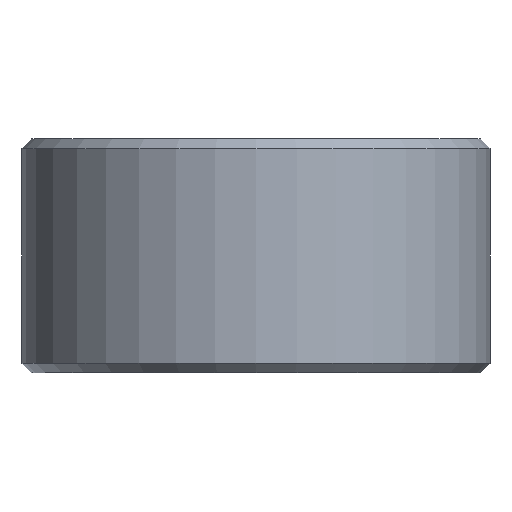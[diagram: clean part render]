
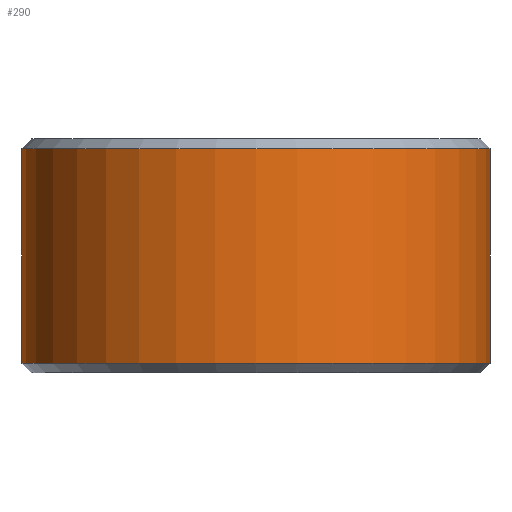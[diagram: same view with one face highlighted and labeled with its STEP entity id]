
A CAD part, front view. The second image highlights one B-rep face of the part: STEP entity #290.
In plain terms, the highlighted cylindrical face has radius 9.525 mm (diameter 19.05 mm), a full revolution.
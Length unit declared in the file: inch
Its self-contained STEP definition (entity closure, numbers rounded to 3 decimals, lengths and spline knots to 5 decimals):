
#73=CIRCLE($,#319,0.375);
#74=CIRCLE($,#320,0.375);
#86=FACE_BOUND($,#125,.T.);
#87=FACE_BOUND($,#126,.T.);
#100=FACE_OUTER_BOUND($,#124,.T.);
#124=EDGE_LOOP($,(#224));
#125=EDGE_LOOP($,(#225));
#126=EDGE_LOOP($,(#226,#227));
#155=B_SPLINE_CURVE_WITH_KNOTS($,3,(#443,#444,#445,#446,#447,#448,#449,
#450,#451,#452,#453,#454,#455,#456,#457,#458,#459,#460),.UNSPECIFIED.,.F.,
 .F.,(4,2,2,2,2,2,2,2,4),(0.37695,0.47118,0.56541,
0.65966,0.75391,0.84815,0.9424,
1.03663,1.13086),.UNSPECIFIED.);
#156=B_SPLINE_CURVE_WITH_KNOTS($,3,(#461,#462,#463,#464,#465,#466,#467,
#468,#469,#470,#471,#472,#473,#474,#475,#476,#477,#478,#479),
 .UNSPECIFIED.,.F.,.F.,(4,2,2,2,3,2,2,2,4),(1.13086,1.22509,
1.31932,1.41356,1.50781,1.60206,1.6963,
1.79053,1.88476),.UNSPECIFIED.);
#158=VERTEX_POINT($,#441);
#159=VERTEX_POINT($,#442);
#163=VERTEX_POINT($,#521);
#164=VERTEX_POINT($,#523);
#185=EDGE_CURVE($,#158,#159,#155,.T.);
#186=EDGE_CURVE($,#159,#158,#156,.T.);
#190=EDGE_CURVE($,#163,#163,#73,.T.);
#191=EDGE_CURVE($,#164,#164,#74,.T.);
#224=ORIENTED_EDGE($,*,*,#190,.F.);
#225=ORIENTED_EDGE($,*,*,#191,.F.);
#226=ORIENTED_EDGE($,*,*,#185,.T.);
#227=ORIENTED_EDGE($,*,*,#186,.T.);
#286=CYLINDRICAL_SURFACE($,#318,0.375);
#290=ADVANCED_FACE($,(#100,#86,#87),#286,.T.);
#318=AXIS2_PLACEMENT_3D($,#520,#361,#362);
#319=AXIS2_PLACEMENT_3D($,#522,#363,#364);
#320=AXIS2_PLACEMENT_3D($,#524,#365,#366);
#361=DIRECTION('center_axis',(0.,0.,-1.));
#362=DIRECTION('ref_axis',(-1.,0.,0.));
#363=DIRECTION('center_axis',(0.,0.,-1.));
#364=DIRECTION('ref_axis',(-1.,0.,0.));
#365=DIRECTION('center_axis',(0.,0.,1.));
#366=DIRECTION('ref_axis',(-1.,0.,0.));
#441=CARTESIAN_POINT('',(0.,0.375,-0.0895));
#442=CARTESIAN_POINT('',(0.,0.375,-0.2855));
#443=CARTESIAN_POINT('Ctrl Pts',(0.,0.375,-0.0895));
#444=CARTESIAN_POINT('Ctrl Pts',(-0.01237,0.375,-0.0895));
#445=CARTESIAN_POINT('Ctrl Pts',(-0.02552,0.37433,-0.09198));
#446=CARTESIAN_POINT('Ctrl Pts',(-0.04965,0.3719,
-0.102));
#447=CARTESIAN_POINT('Ctrl Pts',(-0.06063,0.37017,-0.10954));
#448=CARTESIAN_POINT('Ctrl Pts',(-0.07797,0.36691,
-0.12687));
#449=CARTESIAN_POINT('Ctrl Pts',(-0.0855,0.36516,-0.13785));
#450=CARTESIAN_POINT('Ctrl Pts',(-0.09552,0.36267,
-0.16198));
#451=CARTESIAN_POINT('Ctrl Pts',(-0.098,0.36197,-0.17513));
#452=CARTESIAN_POINT('Ctrl Pts',(-0.098,0.36197,-0.19987));
#453=CARTESIAN_POINT('Ctrl Pts',(-0.09552,0.36267,
-0.21302));
#454=CARTESIAN_POINT('Ctrl Pts',(-0.0855,0.36516,-0.23715));
#455=CARTESIAN_POINT('Ctrl Pts',(-0.07797,0.36691,
-0.24813));
#456=CARTESIAN_POINT('Ctrl Pts',(-0.06063,0.37017,-0.26546));
#457=CARTESIAN_POINT('Ctrl Pts',(-0.04965,0.3719,
-0.273));
#458=CARTESIAN_POINT('Ctrl Pts',(-0.02552,0.37433,-0.28302));
#459=CARTESIAN_POINT('Ctrl Pts',(-0.01237,0.375,-0.2855));
#460=CARTESIAN_POINT('Ctrl Pts',(0.,0.375,-0.2855));
#461=CARTESIAN_POINT('Ctrl Pts',(0.,0.375,-0.2855));
#462=CARTESIAN_POINT('Ctrl Pts',(0.01237,0.375,-0.2855));
#463=CARTESIAN_POINT('Ctrl Pts',(0.02552,0.37433,-0.28302));
#464=CARTESIAN_POINT('Ctrl Pts',(0.04965,0.3719,-0.273));
#465=CARTESIAN_POINT('Ctrl Pts',(0.06063,0.37017,-0.26546));
#466=CARTESIAN_POINT('Ctrl Pts',(0.07797,0.36691,-0.24813));
#467=CARTESIAN_POINT('Ctrl Pts',(0.0855,0.36516,-0.23715));
#468=CARTESIAN_POINT('Ctrl Pts',(0.09552,0.36267,-0.21302));
#469=CARTESIAN_POINT('Ctrl Pts',(0.098,0.36197,-0.19987));
#470=CARTESIAN_POINT('Ctrl Pts',(0.098,0.36197,-0.1875));
#471=CARTESIAN_POINT('Ctrl Pts',(0.098,0.36197,-0.17513));
#472=CARTESIAN_POINT('Ctrl Pts',(0.09552,0.36267,-0.16198));
#473=CARTESIAN_POINT('Ctrl Pts',(0.0855,0.36516,-0.13785));
#474=CARTESIAN_POINT('Ctrl Pts',(0.07797,0.36691,-0.12687));
#475=CARTESIAN_POINT('Ctrl Pts',(0.06063,0.37017,-0.10954));
#476=CARTESIAN_POINT('Ctrl Pts',(0.04965,0.3719,-0.102));
#477=CARTESIAN_POINT('Ctrl Pts',(0.02552,0.37433,-0.09198));
#478=CARTESIAN_POINT('Ctrl Pts',(0.01237,0.375,-0.0895));
#479=CARTESIAN_POINT('Ctrl Pts',(0.,0.375,-0.0895));
#520=CARTESIAN_POINT('Origin',(0.,0.,0.));
#521=CARTESIAN_POINT('',(0.375,0.,-0.35938));
#522=CARTESIAN_POINT('Origin',(0.,0.,-0.35938));
#523=CARTESIAN_POINT('',(0.375,0.,-0.01563));
#524=CARTESIAN_POINT('Origin',(0.,0.,-0.01563));
